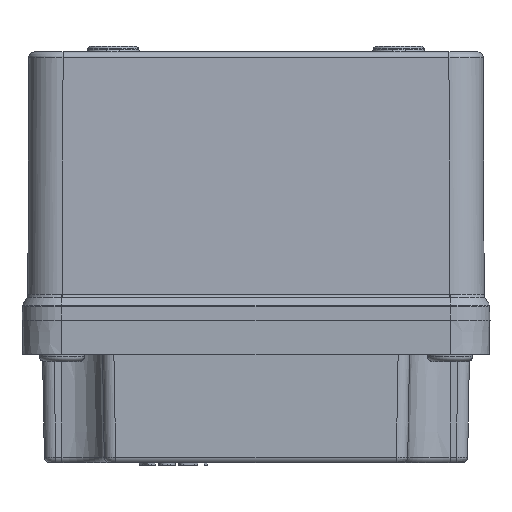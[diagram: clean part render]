
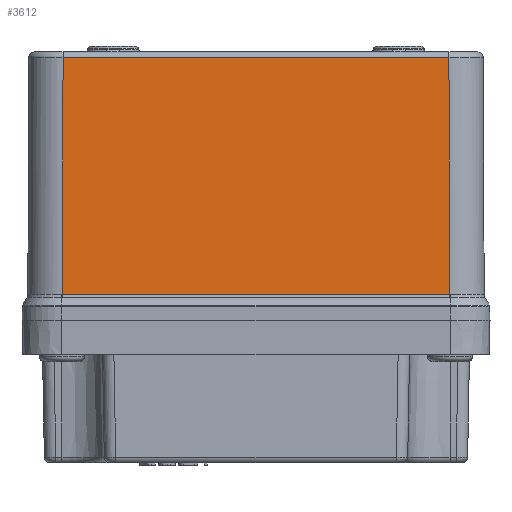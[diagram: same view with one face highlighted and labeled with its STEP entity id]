
A CAD part, left-side view. The second image highlights one B-rep face of the part: STEP entity #3612.
In plain terms, the highlighted face is planar.
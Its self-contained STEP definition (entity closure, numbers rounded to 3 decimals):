
#3236=PLANE('',#16375);
#3612=ADVANCED_FACE('',(#4728),#3236,.T.);
#4728=FACE_OUTER_BOUND('',#5547,.T.);
#5547=EDGE_LOOP('',(#8383,#8384,#8385,#8386));
#6468=LINE('',#22333,#7224);
#6469=LINE('',#22336,#7225);
#6470=LINE('',#22338,#7226);
#6471=LINE('',#22340,#7227);
#7224=VECTOR('',#18251,1.);
#7225=VECTOR('',#18252,1.);
#7226=VECTOR('',#18253,1.);
#7227=VECTOR('',#18254,1.);
#8383=ORIENTED_EDGE('',*,*,#13118,.T.);
#8384=ORIENTED_EDGE('',*,*,#13119,.T.);
#8385=ORIENTED_EDGE('',*,*,#13120,.T.);
#8386=ORIENTED_EDGE('',*,*,#13121,.T.);
#11874=VERTEX_POINT('',#22334);
#11875=VERTEX_POINT('',#22335);
#11876=VERTEX_POINT('',#22337);
#11877=VERTEX_POINT('',#22339);
#13118=EDGE_CURVE('',#11874,#11875,#6468,.T.);
#13119=EDGE_CURVE('',#11875,#11876,#6469,.T.);
#13120=EDGE_CURVE('',#11876,#11877,#6470,.T.);
#13121=EDGE_CURVE('',#11877,#11874,#6471,.T.);
#16375=AXIS2_PLACEMENT_3D('',#22341,#18255,#18256);
#18251=DIRECTION('',(0.004,0.004,1.));
#18252=DIRECTION('',(0.,-1.,0.));
#18253=DIRECTION('',(-0.004,0.004,-1.));
#18254=DIRECTION('',(0.,1.,0.));
#18255=DIRECTION('',(1.,0.,-0.004));
#18256=DIRECTION('',(0.004,0.,1.));
#22333=CARTESIAN_POINT('',(189.999,33.999,-0.148));
#22334=CARTESIAN_POINT('',(189.799,33.799,-46.004));
#22335=CARTESIAN_POINT('',(189.98,33.98,-4.511));
#22336=CARTESIAN_POINT('',(189.98,-33.982,-4.511));
#22337=CARTESIAN_POINT('',(189.98,-33.98,-4.511));
#22338=CARTESIAN_POINT('',(189.999,-33.999,-0.148));
#22339=CARTESIAN_POINT('',(189.799,-33.799,-46.004));
#22340=CARTESIAN_POINT('',(189.799,33.795,-46.004));
#22341=CARTESIAN_POINT('',(190.,0.,0.));
